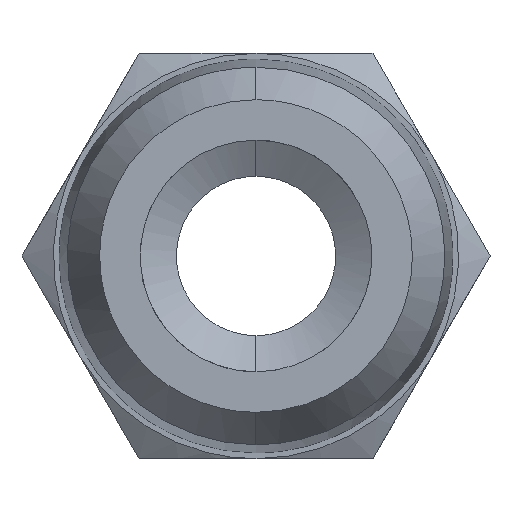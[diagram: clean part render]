
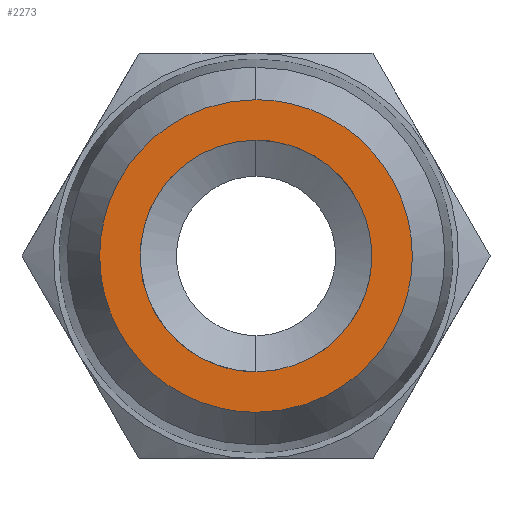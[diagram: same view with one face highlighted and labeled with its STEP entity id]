
A CAD part, front view. The second image highlights one B-rep face of the part: STEP entity #2273.
In plain terms, the highlighted free-form (B-spline) face has degree [1, 1] with [2, 2] control points.
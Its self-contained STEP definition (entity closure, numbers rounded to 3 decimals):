
#73 = CARTESIAN_POINT ( 'NONE',  ( -1.411, 0., -5.26 ) ) ;
#81 = CARTESIAN_POINT ( 'NONE',  ( -2.722, 0., 4.718 ) ) ;
#82 = ORIENTED_EDGE ( 'NONE', *, *, #594, .T. ) ;
#83 = CARTESIAN_POINT ( 'NONE',  ( 2.722, 0., -4.718 ) ) ;
#91 = CARTESIAN_POINT ( 'NONE',  ( 4.718, 0., 2.722 ) ) ;
#98 = CARTESIAN_POINT ( 'NONE',  ( 0., 0., -4. ) ) ;
#105 = CARTESIAN_POINT ( 'NONE',  ( -5.4, 0., -0.709 ) ) ;
#109 = CARTESIAN_POINT ( 'NONE',  ( 1.411, 0., 5.26 ) ) ;
#116 = CARTESIAN_POINT ( 'NONE',  ( -5.465, 0., 5.465 ) ) ;
#264 = CARTESIAN_POINT ( 'NONE',  ( -5.4, 0., 0.709 ) ) ;
#296 = CARTESIAN_POINT ( 'NONE',  ( -5.465, 0., -5.465 ) ) ;
#340 = CARTESIAN_POINT ( 'NONE',  ( 4., 0., 0. ) ) ;
#439 = CARTESIAN_POINT ( 'NONE',  ( 0., 0., -5.4 ) ) ;
#445 = B_SPLINE_SURFACE_WITH_KNOTS ( 'NONE', 1, 1, ( 
 ( #116, #2150 ),
 ( #296, #879 ) ),
 .UNSPECIFIED., .F., .F., .F.,
 ( 2, 2 ),
 ( 2, 2 ),
 ( 0., 1. ),
 ( 0., 1. ),
 .UNSPECIFIED. ) ;
#448 = CARTESIAN_POINT ( 'NONE',  ( 5.26, 0., 1.411 ) ) ;
#454 = CARTESIAN_POINT ( 'NONE',  ( -4.718, 0., -2.722 ) ) ;
#468 = CARTESIAN_POINT ( 'NONE',  ( 2.722, 0., 4.718 ) ) ;
#486 = VERTEX_POINT ( 'NONE', #1322 ) ;
#533 = CARTESIAN_POINT ( 'NONE',  ( 0., 0., -4. ) ) ;
#594 = EDGE_CURVE ( 'NONE', #486, #1050, #2299, .T. ) ;
#634 = EDGE_LOOP ( 'NONE', ( #82, #1723 ) ) ;
#639 = CARTESIAN_POINT ( 'NONE',  ( 0., 0., 5.4 ) ) ;
#647 = CARTESIAN_POINT ( 'NONE',  ( -8., 0., -4. ) ) ;
#663 = VERTEX_POINT ( 'NONE', #533 ) ;
#666 = CARTESIAN_POINT ( 'NONE',  ( 4.32, 0., -3.317 ) ) ;
#684 = EDGE_LOOP ( 'NONE', ( #2280, #1638 ) ) ;
#741 = EDGE_CURVE ( 'NONE', #663, #1968, #2083, .T. ) ;
#846 = CARTESIAN_POINT ( 'NONE',  ( -8., 0., 4. ) ) ;
#847 = CARTESIAN_POINT ( 'NONE',  ( 0., 0., 5.4 ) ) ;
#879 = CARTESIAN_POINT ( 'NONE',  ( 5.465, 0., -5.465 ) ) ;
#898 = CARTESIAN_POINT ( 'NONE',  ( 2.343, 0., 4. ) ) ;
#1005 = CARTESIAN_POINT ( 'NONE',  ( 4.718, 0., -2.722 ) ) ;
#1050 = VERTEX_POINT ( 'NONE', #2166 ) ;
#1068 = CARTESIAN_POINT ( 'NONE',  ( 0., 0., 4. ) ) ;
#1158 = CARTESIAN_POINT ( 'NONE',  ( -2.722, 0., -4.718 ) ) ;
#1162 = CARTESIAN_POINT ( 'NONE',  ( 1.411, 0., -5.26 ) ) ;
#1176 = CARTESIAN_POINT ( 'NONE',  ( -1.411, 0., 5.26 ) ) ;
#1186 = CARTESIAN_POINT ( 'NONE',  ( -4.32, 0., 3.317 ) ) ;
#1236 = CARTESIAN_POINT ( 'NONE',  ( 4., 0., -2.343 ) ) ;
#1246 = CARTESIAN_POINT ( 'NONE',  ( 4., 0., 2.343 ) ) ;
#1319 = EDGE_CURVE ( 'NONE', #1968, #663, #1402, .T. ) ;
#1322 = CARTESIAN_POINT ( 'NONE',  ( 0., 0., 5.4 ) ) ;
#1326 = CARTESIAN_POINT ( 'NONE',  ( 0., 0., 4. ) ) ;
#1353 = CARTESIAN_POINT ( 'NONE',  ( -5.26, 0., 1.411 ) ) ;
#1357 = CARTESIAN_POINT ( 'NONE',  ( 3.317, 0., -4.32 ) ) ;
#1377 = FACE_OUTER_BOUND ( 'NONE', #634, .T. ) ;
#1379 = CARTESIAN_POINT ( 'NONE',  ( -3.317, 0., -4.32 ) ) ;
#1381 = CARTESIAN_POINT ( 'NONE',  ( 0.709, 0., 5.4 ) ) ;
#1402 =( BOUNDED_CURVE ( )  B_SPLINE_CURVE ( 3, ( #1943, #846, #647, #98 ),
 .UNSPECIFIED., .F., .F. ) 
 B_SPLINE_CURVE_WITH_KNOTS ( ( 4, 4 ),
 ( -3.142, 0. ),
 .UNSPECIFIED. ) 
 CURVE ( )  GEOMETRIC_REPRESENTATION_ITEM ( )  RATIONAL_B_SPLINE_CURVE ( ( 1., 0.333, 0.333, 1. ) ) 
 REPRESENTATION_ITEM ( '' )  );
#1542 = CARTESIAN_POINT ( 'NONE',  ( -0.709, 0., -5.4 ) ) ;
#1548 = CARTESIAN_POINT ( 'NONE',  ( -4.718, 0., 2.722 ) ) ;
#1551 = CARTESIAN_POINT ( 'NONE',  ( 5.4, 0., 0.709 ) ) ;
#1556 = CARTESIAN_POINT ( 'NONE',  ( -3.317, 0., 4.32 ) ) ;
#1572 = CARTESIAN_POINT ( 'NONE',  ( -0.709, 0., 5.4 ) ) ;
#1638 = ORIENTED_EDGE ( 'NONE', *, *, #1319, .F. ) ;
#1699 = CARTESIAN_POINT ( 'NONE',  ( 0., 0., -5.4 ) ) ;
#1723 = ORIENTED_EDGE ( 'NONE', *, *, #2259, .T. ) ;
#1803 = CARTESIAN_POINT ( 'NONE',  ( 0., 0., -4. ) ) ;
#1912 = CARTESIAN_POINT ( 'NONE',  ( -5.26, 0., -1.411 ) ) ;
#1924 = CARTESIAN_POINT ( 'NONE',  ( 3.317, 0., 4.32 ) ) ;
#1943 = CARTESIAN_POINT ( 'NONE',  ( 0., 0., 4. ) ) ;
#1968 = VERTEX_POINT ( 'NONE', #1326 ) ;
#2082 = CARTESIAN_POINT ( 'NONE',  ( -4.32, 0., -3.317 ) ) ;
#2083 =( BOUNDED_CURVE ( )  B_SPLINE_CURVE ( 3, ( #1803, #2183, #1236, #340, #1246, #898, #1068 ),
 .UNSPECIFIED., .F., .T. ) 
 B_SPLINE_CURVE_WITH_KNOTS ( ( 4, 3, 4 ),
 ( -3.142, -1.571, 0. ),
 .UNSPECIFIED. ) 
 CURVE ( )  GEOMETRIC_REPRESENTATION_ITEM ( )  RATIONAL_B_SPLINE_CURVE ( ( 1., 0.805, 0.805, 1., 0.805, 0.805, 1. ) ) 
 REPRESENTATION_ITEM ( '' )  );
#2105 = CARTESIAN_POINT ( 'NONE',  ( 0.709, 0., -5.4 ) ) ;
#2150 = CARTESIAN_POINT ( 'NONE',  ( 5.465, 0., 5.465 ) ) ;
#2166 = CARTESIAN_POINT ( 'NONE',  ( 0., 0., -5.4 ) ) ;
#2183 = CARTESIAN_POINT ( 'NONE',  ( 2.343, 0., -4. ) ) ;
#2224 = B_SPLINE_CURVE_WITH_KNOTS ( 'NONE', 3,
 ( #1699, #2105, #1162, #83, #1357, #666, #1005, #2310, #2317, #1551, #448, #91, #2302, #1924, #468, #109, #1381, #847 ),
 .UNSPECIFIED., .F., .F.,
 ( 4, 2, 2, 2, 2, 2, 2, 2, 4 ),
 ( 0., 0.393, 0.785, 1.178, 1.571, 1.963, 2.356, 2.749, 3.142 ),
 .UNSPECIFIED. ) ;
#2259 = EDGE_CURVE ( 'NONE', #1050, #486, #2224, .T. ) ;
#2261 = FACE_BOUND ( 'NONE', #684, .T. ) ;
#2273 = ADVANCED_FACE ( 'NONE', ( #2261, #1377 ), #445, .T. ) ;
#2280 = ORIENTED_EDGE ( 'NONE', *, *, #741, .F. ) ;
#2299 = B_SPLINE_CURVE_WITH_KNOTS ( 'NONE', 3,
 ( #639, #1572, #1176, #81, #1556, #1186, #1548, #1353, #264, #105, #1912, #454, #2082, #1379, #1158, #73, #1542, #439 ),
 .UNSPECIFIED., .F., .F.,
 ( 4, 2, 2, 2, 2, 2, 2, 2, 4 ),
 ( 0., 0.393, 0.785, 1.178, 1.571, 1.963, 2.356, 2.749, 3.142 ),
 .UNSPECIFIED. ) ;
#2302 = CARTESIAN_POINT ( 'NONE',  ( 4.32, 0., 3.317 ) ) ;
#2310 = CARTESIAN_POINT ( 'NONE',  ( 5.26, 0., -1.411 ) ) ;
#2317 = CARTESIAN_POINT ( 'NONE',  ( 5.4, 0., -0.709 ) ) ;
